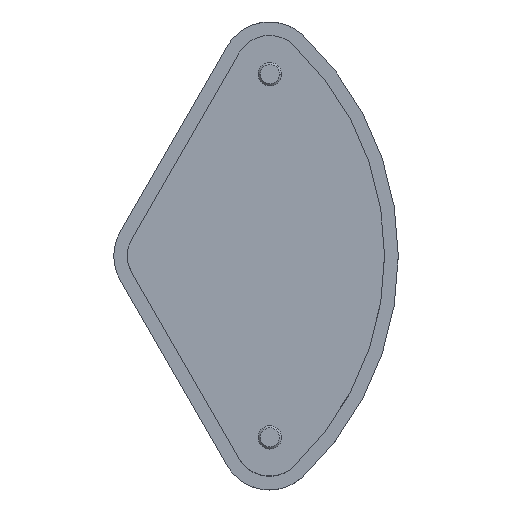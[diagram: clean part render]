
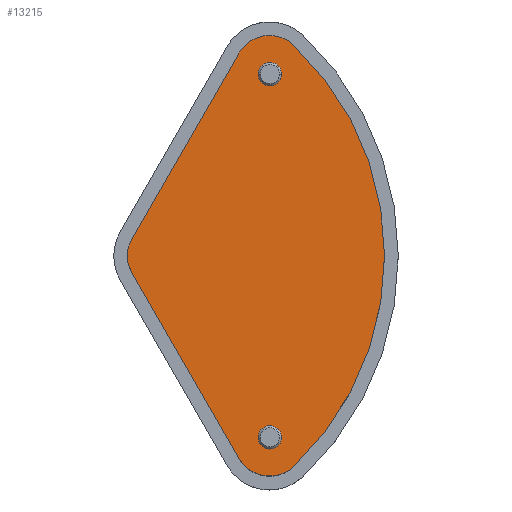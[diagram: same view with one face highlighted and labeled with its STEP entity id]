
A CAD part, top view. The second image highlights one B-rep face of the part: STEP entity #13215.
In plain terms, the highlighted planar face has unit normal (0, 0, 1).
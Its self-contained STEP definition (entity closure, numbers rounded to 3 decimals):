
#233 = DIRECTION ( 'NONE',  ( 0.5, -0.866, 0. ) ) ;
#420 = DIRECTION ( 'NONE',  ( 1., 0., 0. ) ) ;
#460 = DIRECTION ( 'NONE',  ( 0., 0., 1. ) ) ;
#663 = DIRECTION ( 'NONE',  ( 1., 0., 0. ) ) ;
#859 = CARTESIAN_POINT ( 'NONE',  ( 17.3, 0., 44. ) ) ;
#925 = VECTOR ( 'NONE', #6989, 1000. ) ;
#987 = AXIS2_PLACEMENT_3D ( 'NONE', #1190, #1254, #11358 ) ;
#1078 = DIRECTION ( 'NONE',  ( 0., 0., 1. ) ) ;
#1190 = CARTESIAN_POINT ( 'NONE',  ( 44.7, 46.4, 44. ) ) ;
#1230 = CARTESIAN_POINT ( 'NONE',  ( 50.775, -53.832, 44. ) ) ;
#1254 = DIRECTION ( 'NONE',  ( 0., 0., 1. ) ) ;
#1298 = VERTEX_POINT ( 'NONE', #7554 ) ;
#1316 = CARTESIAN_POINT ( 'NONE',  ( 44.6, 47.285, 44. ) ) ;
#1325 = DIRECTION ( 'NONE',  ( 1., 0., 0. ) ) ;
#1397 = CIRCLE ( 'NONE', #12083, 9. ) ;
#1449 = DIRECTION ( 'NONE',  ( 1., 0., 0. ) ) ;
#1458 = DIRECTION ( 'NONE',  ( 1., 0., 0. ) ) ;
#1532 = AXIS2_PLACEMENT_3D ( 'NONE', #11631, #460, #1458 ) ;
#1631 = CIRCLE ( 'NONE', #987, 3. ) ;
#1809 = EDGE_CURVE ( 'NONE', #9414, #9043, #5682, .T. ) ;
#1926 = FACE_BOUND ( 'NONE', #8902, .T. ) ;
#1978 = AXIS2_PLACEMENT_3D ( 'NONE', #1316, #3463, #1449 ) ;
#2239 = CARTESIAN_POINT ( 'NONE',  ( 9.506, -4.5, 44. ) ) ;
#2479 = DIRECTION ( 'NONE',  ( 1., 0., 0. ) ) ;
#2521 = EDGE_CURVE ( 'NONE', #6685, #9414, #1397, .T. ) ;
#2556 = EDGE_LOOP ( 'NONE', ( #4321, #4104 ) ) ;
#2837 = AXIS2_PLACEMENT_3D ( 'NONE', #5965, #6895, #10032 ) ;
#3055 = CIRCLE ( 'NONE', #2837, 74. ) ;
#3255 = AXIS2_PLACEMENT_3D ( 'NONE', #7353, #8548, #1325 ) ;
#3266 = ORIENTED_EDGE ( 'NONE', *, *, #7143, .F. ) ;
#3321 = EDGE_CURVE ( 'NONE', #9963, #1298, #1631, .T. ) ;
#3463 = DIRECTION ( 'NONE',  ( 0., 0., 1. ) ) ;
#3490 = PLANE ( 'NONE',  #11287 ) ;
#3792 = CARTESIAN_POINT ( 'NONE',  ( 47.298, -44.9, 44. ) ) ;
#3899 = CIRCLE ( 'NONE', #1978, 9. ) ;
#3992 = VERTEX_POINT ( 'NONE', #5378 ) ;
#4104 = ORIENTED_EDGE ( 'NONE', *, *, #5743, .F. ) ;
#4185 = VERTEX_POINT ( 'NONE', #5953 ) ;
#4321 = ORIENTED_EDGE ( 'NONE', *, *, #7234, .F. ) ;
#4561 = CARTESIAN_POINT ( 'NONE',  ( 44.6, 47.285, 44. ) ) ;
#4988 = CARTESIAN_POINT ( 'NONE',  ( 36.806, 51.785, 44. ) ) ;
#5039 = EDGE_CURVE ( 'NONE', #4185, #3992, #8242, .T. ) ;
#5273 = CARTESIAN_POINT ( 'NONE',  ( 36.806, -51.785, 44. ) ) ;
#5378 = CARTESIAN_POINT ( 'NONE',  ( 9.506, -4.5, 44. ) ) ;
#5421 = CARTESIAN_POINT ( 'NONE',  ( 42.102, -47.9, 44. ) ) ;
#5682 = CIRCLE ( 'NONE', #12505, 74. ) ;
#5743 = EDGE_CURVE ( 'NONE', #10480, #7191, #9099, .T. ) ;
#5953 = CARTESIAN_POINT ( 'NONE',  ( 9.506, 4.5, 44. ) ) ;
#5965 = CARTESIAN_POINT ( 'NONE',  ( 0., 0., 44. ) ) ;
#6033 = VECTOR ( 'NONE', #233, 1000. ) ;
#6063 = CARTESIAN_POINT ( 'NONE',  ( 50.775, 53.832, 44. ) ) ;
#6193 = LINE ( 'NONE', #2239, #6033 ) ;
#6260 = ORIENTED_EDGE ( 'NONE', *, *, #8122, .T. ) ;
#6293 = CARTESIAN_POINT ( 'NONE',  ( 74., 0., 44. ) ) ;
#6375 = CARTESIAN_POINT ( 'NONE',  ( 36.806, 51.785, 44. ) ) ;
#6379 = ORIENTED_EDGE ( 'NONE', *, *, #11564, .T. ) ;
#6384 = ORIENTED_EDGE ( 'NONE', *, *, #2521, .T. ) ;
#6413 = ORIENTED_EDGE ( 'NONE', *, *, #3321, .F. ) ;
#6459 = ORIENTED_EDGE ( 'NONE', *, *, #6864, .T. ) ;
#6685 = VERTEX_POINT ( 'NONE', #5273 ) ;
#6828 = VERTEX_POINT ( 'NONE', #6063 ) ;
#6864 = EDGE_CURVE ( 'NONE', #3992, #6685, #6193, .T. ) ;
#6895 = DIRECTION ( 'NONE',  ( 0., 0., 1. ) ) ;
#6939 = DIRECTION ( 'NONE',  ( 0., 0., 1. ) ) ;
#6980 = ORIENTED_EDGE ( 'NONE', *, *, #5039, .T. ) ;
#6989 = DIRECTION ( 'NONE',  ( -0.5, -0.866, 0. ) ) ;
#7143 = EDGE_CURVE ( 'NONE', #1298, #9963, #9427, .T. ) ;
#7191 = VERTEX_POINT ( 'NONE', #5421 ) ;
#7234 = EDGE_CURVE ( 'NONE', #7191, #10480, #12213, .T. ) ;
#7289 = CARTESIAN_POINT ( 'NONE',  ( 41.7, 46.4, 44. ) ) ;
#7353 = CARTESIAN_POINT ( 'NONE',  ( 44.7, 46.4, 44. ) ) ;
#7554 = CARTESIAN_POINT ( 'NONE',  ( 47.7, 46.4, 44. ) ) ;
#7574 = DIRECTION ( 'NONE',  ( 0., 0., 1. ) ) ;
#8122 = EDGE_CURVE ( 'NONE', #9043, #6828, #3055, .T. ) ;
#8174 = EDGE_CURVE ( 'NONE', #6828, #8679, #3899, .T. ) ;
#8242 = CIRCLE ( 'NONE', #8870, 9. ) ;
#8548 = DIRECTION ( 'NONE',  ( 0., 0., 1. ) ) ;
#8562 = FACE_OUTER_BOUND ( 'NONE', #12623, .T. ) ;
#8679 = VERTEX_POINT ( 'NONE', #6375 ) ;
#8870 = AXIS2_PLACEMENT_3D ( 'NONE', #859, #9877, #663 ) ;
#8902 = EDGE_LOOP ( 'NONE', ( #6413, #3266 ) ) ;
#9028 = ORIENTED_EDGE ( 'NONE', *, *, #8174, .T. ) ;
#9043 = VERTEX_POINT ( 'NONE', #6293 ) ;
#9099 = CIRCLE ( 'NONE', #10173, 3. ) ;
#9296 = DIRECTION ( 'NONE',  ( 1., 0., 0. ) ) ;
#9414 = VERTEX_POINT ( 'NONE', #1230 ) ;
#9427 = CIRCLE ( 'NONE', #3255, 3. ) ;
#9690 = FACE_BOUND ( 'NONE', #2556, .T. ) ;
#9877 = DIRECTION ( 'NONE',  ( 0., 0., 1. ) ) ;
#9963 = VERTEX_POINT ( 'NONE', #7289 ) ;
#10032 = DIRECTION ( 'NONE',  ( 1., 0., 0. ) ) ;
#10173 = AXIS2_PLACEMENT_3D ( 'NONE', #10244, #1078, #9296 ) ;
#10244 = CARTESIAN_POINT ( 'NONE',  ( 44.7, -46.4, 44. ) ) ;
#10373 = LINE ( 'NONE', #4988, #925 ) ;
#10480 = VERTEX_POINT ( 'NONE', #3792 ) ;
#11287 = AXIS2_PLACEMENT_3D ( 'NONE', #4561, #6939, #2479 ) ;
#11358 = DIRECTION ( 'NONE',  ( 1., 0., 0. ) ) ;
#11564 = EDGE_CURVE ( 'NONE', #8679, #4185, #10373, .T. ) ;
#11590 = DIRECTION ( 'NONE',  ( 1., 0., 0. ) ) ;
#11631 = CARTESIAN_POINT ( 'NONE',  ( 44.7, -46.4, 44. ) ) ;
#11652 = CARTESIAN_POINT ( 'NONE',  ( 44.6, -47.285, 44. ) ) ;
#11888 = ORIENTED_EDGE ( 'NONE', *, *, #1809, .T. ) ;
#12083 = AXIS2_PLACEMENT_3D ( 'NONE', #11652, #7574, #420 ) ;
#12213 = CIRCLE ( 'NONE', #1532, 3. ) ;
#12392 = CARTESIAN_POINT ( 'NONE',  ( 0., 0., 44. ) ) ;
#12505 = AXIS2_PLACEMENT_3D ( 'NONE', #12392, #12654, #11590 ) ;
#12623 = EDGE_LOOP ( 'NONE', ( #9028, #6379, #6980, #6459, #6384, #11888, #6260 ) ) ;
#12654 = DIRECTION ( 'NONE',  ( 0., 0., 1. ) ) ;
#13215 = ADVANCED_FACE ( 'NONE', ( #9690, #1926, #8562 ), #3490, .T. ) ;
